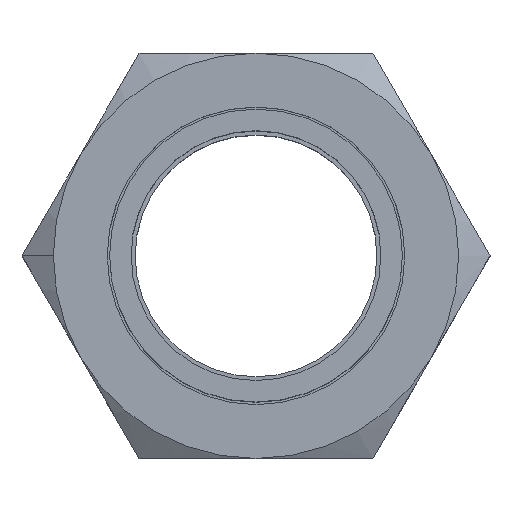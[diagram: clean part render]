
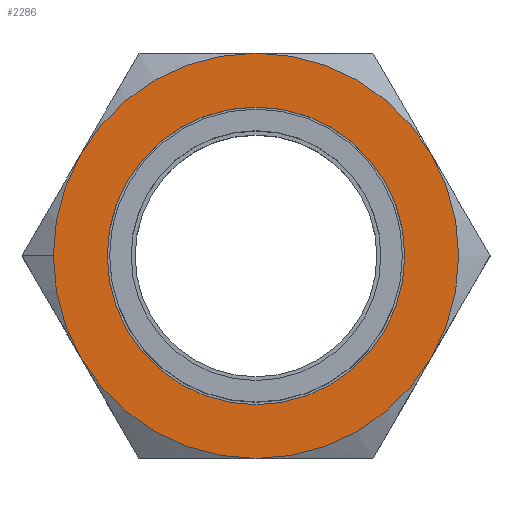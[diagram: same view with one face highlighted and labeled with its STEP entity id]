
A CAD part, top view. The second image highlights one B-rep face of the part: STEP entity #2286.
In plain terms, the highlighted planar face has unit normal (0, 0, 1).
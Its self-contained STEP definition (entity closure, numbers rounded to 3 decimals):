
#22 = VERTEX_POINT ( 'NONE', #468 ) ;
#23 = EDGE_CURVE ( 'NONE', #22, #63, #489, .T. ) ;
#26 = VERTEX_POINT ( 'NONE', #503 ) ;
#27 = EDGE_CURVE ( 'NONE', #26, #22, #500, .T. ) ;
#33 = EDGE_CURVE ( 'NONE', #63, #61, #533, .T. ) ;
#50 = VERTEX_POINT ( 'NONE', #637 ) ;
#61 = VERTEX_POINT ( 'NONE', #601 ) ;
#63 = VERTEX_POINT ( 'NONE', #605 ) ;
#86 = EDGE_CURVE ( 'NONE', #50, #26, #765, .T. ) ;
#146 = EDGE_CURVE ( 'NONE', #156, #2370, #899, .T. ) ;
#156 = VERTEX_POINT ( 'NONE', #577 ) ;
#161 = EDGE_CURVE ( 'NONE', #61, #156, #575, .T. ) ;
#342 = VERTEX_POINT ( 'NONE', #1268 ) ;
#393 = VERTEX_POINT ( 'NONE', #1365 ) ;
#395 = EDGE_CURVE ( 'NONE', #393, #342, #1363, .T. ) ;
#468 = CARTESIAN_POINT ( 'NONE',  ( 18.576, -10.725, 9.5 ) ) ;
#489 = CIRCLE ( 'NONE', #495, 21.45 ) ;
#490 = DIRECTION ( 'NONE',  ( 1., 0., 0. ) ) ;
#491 = DIRECTION ( 'NONE',  ( 0., 0., 1. ) ) ;
#492 = CARTESIAN_POINT ( 'NONE',  ( 0., 0., 9.5 ) ) ;
#495 = AXIS2_PLACEMENT_3D ( 'NONE', #492, #491, #490 ) ;
#499 = AXIS2_PLACEMENT_3D ( 'NONE', #506, #509, #507 ) ;
#500 = CIRCLE ( 'NONE', #499, 21.45 ) ;
#503 = CARTESIAN_POINT ( 'NONE',  ( 0., -21.45, 9.5 ) ) ;
#506 = CARTESIAN_POINT ( 'NONE',  ( 0., 0., 9.5 ) ) ;
#507 = DIRECTION ( 'NONE',  ( 1., 0., 0. ) ) ;
#509 = DIRECTION ( 'NONE',  ( 0., 0., 1. ) ) ;
#527 = CARTESIAN_POINT ( 'NONE',  ( 0., 0., 9.5 ) ) ;
#528 = AXIS2_PLACEMENT_3D ( 'NONE', #527, #543, #542 ) ;
#533 = CIRCLE ( 'NONE', #528, 21.45 ) ;
#542 = DIRECTION ( 'NONE',  ( 1., 0., 0. ) ) ;
#543 = DIRECTION ( 'NONE',  ( 0., 0., 1. ) ) ;
#552 = DIRECTION ( 'NONE',  ( 0., 0., 1. ) ) ;
#553 = DIRECTION ( 'NONE',  ( 1., 0., 0. ) ) ;
#563 = ORIENTED_EDGE ( 'NONE', *, *, #2298, .F. ) ;
#564 = EDGE_LOOP ( 'NONE', ( #565, #566, #567, #2302, #2299, #2303, #2304 ) ) ;
#565 = ORIENTED_EDGE ( 'NONE', *, *, #33, .T. ) ;
#566 = ORIENTED_EDGE ( 'NONE', *, *, #161, .T. ) ;
#567 = ORIENTED_EDGE ( 'NONE', *, *, #146, .T. ) ;
#571 = ORIENTED_EDGE ( 'NONE', *, *, #395, .F. ) ;
#573 = CARTESIAN_POINT ( 'NONE',  ( 0., 0., 9.5 ) ) ;
#574 = AXIS2_PLACEMENT_3D ( 'NONE', #573, #552, #553 ) ;
#575 = CIRCLE ( 'NONE', #574, 21.45 ) ;
#577 = CARTESIAN_POINT ( 'NONE',  ( -18.576, 10.725, 9.5 ) ) ;
#601 = CARTESIAN_POINT ( 'NONE',  ( 0., 21.45, 9.5 ) ) ;
#605 = CARTESIAN_POINT ( 'NONE',  ( 18.576, 10.725, 9.5 ) ) ;
#637 = CARTESIAN_POINT ( 'NONE',  ( -18.576, -10.725, 9.5 ) ) ;
#761 = DIRECTION ( 'NONE',  ( 1., 0., 0. ) ) ;
#762 = DIRECTION ( 'NONE',  ( 0., 0., 1. ) ) ;
#763 = CARTESIAN_POINT ( 'NONE',  ( 0., 0., 9.5 ) ) ;
#764 = AXIS2_PLACEMENT_3D ( 'NONE', #763, #762, #761 ) ;
#765 = CIRCLE ( 'NONE', #764, 21.45 ) ;
#895 = DIRECTION ( 'NONE',  ( 1., 0., 0. ) ) ;
#896 = DIRECTION ( 'NONE',  ( 0., 0., 1. ) ) ;
#897 = CARTESIAN_POINT ( 'NONE',  ( 0., 0., 9.5 ) ) ;
#898 = AXIS2_PLACEMENT_3D ( 'NONE', #897, #896, #895 ) ;
#899 = CIRCLE ( 'NONE', #898, 21.45 ) ;
#1268 = CARTESIAN_POINT ( 'NONE',  ( 15.75, 0., 9.5 ) ) ;
#1359 = DIRECTION ( 'NONE',  ( 1., 0., 0. ) ) ;
#1360 = DIRECTION ( 'NONE',  ( 0., 0., 1. ) ) ;
#1361 = CARTESIAN_POINT ( 'NONE',  ( 0., 0., 9.5 ) ) ;
#1362 = AXIS2_PLACEMENT_3D ( 'NONE', #1361, #1360, #1359 ) ;
#1363 = CIRCLE ( 'NONE', #1362, 15.75 ) ;
#1365 = CARTESIAN_POINT ( 'NONE',  ( -15.75, 0., 9.5 ) ) ;
#1502 = DIRECTION ( 'NONE',  ( -1., 0., 0. ) ) ;
#1503 = DIRECTION ( 'NONE',  ( 0., 0., -1. ) ) ;
#1504 = CARTESIAN_POINT ( 'NONE',  ( 0., 21.45, 9.5 ) ) ;
#1506 = AXIS2_PLACEMENT_3D ( 'NONE', #1504, #1503, #1502 ) ;
#1507 = FACE_OUTER_BOUND ( 'NONE', #564, .T. ) ;
#1508 = FACE_BOUND ( 'NONE', #2307, .T. ) ;
#1512 = PLANE ( 'NONE',  #1506 ) ;
#1547 = DIRECTION ( 'NONE',  ( 1., 0., 0. ) ) ;
#1548 = DIRECTION ( 'NONE',  ( 0., 0., 1. ) ) ;
#1549 = CARTESIAN_POINT ( 'NONE',  ( 0., 0., 9.5 ) ) ;
#1550 = AXIS2_PLACEMENT_3D ( 'NONE', #1549, #1548, #1547 ) ;
#1556 = CIRCLE ( 'NONE', #1550, 15.75 ) ;
#1672 = CARTESIAN_POINT ( 'NONE',  ( -21.45, 0., 9.5 ) ) ;
#1706 = DIRECTION ( 'NONE',  ( 1., 0., 0. ) ) ;
#1707 = DIRECTION ( 'NONE',  ( 0., 0., 1. ) ) ;
#1708 = CARTESIAN_POINT ( 'NONE',  ( 0., 0., 9.5 ) ) ;
#1709 = AXIS2_PLACEMENT_3D ( 'NONE', #1708, #1707, #1706 ) ;
#1710 = CIRCLE ( 'NONE', #1709, 21.45 ) ;
#2286 = ADVANCED_FACE ( 'NONE', ( #1508, #1507 ), #1512, .F. ) ;
#2298 = EDGE_CURVE ( 'NONE', #342, #393, #1556, .T. ) ;
#2299 = ORIENTED_EDGE ( 'NONE', *, *, #86, .T. ) ;
#2302 = ORIENTED_EDGE ( 'NONE', *, *, #2379, .T. ) ;
#2303 = ORIENTED_EDGE ( 'NONE', *, *, #27, .T. ) ;
#2304 = ORIENTED_EDGE ( 'NONE', *, *, #23, .T. ) ;
#2307 = EDGE_LOOP ( 'NONE', ( #563, #571 ) ) ;
#2370 = VERTEX_POINT ( 'NONE', #1672 ) ;
#2379 = EDGE_CURVE ( 'NONE', #2370, #50, #1710, .T. ) ;
